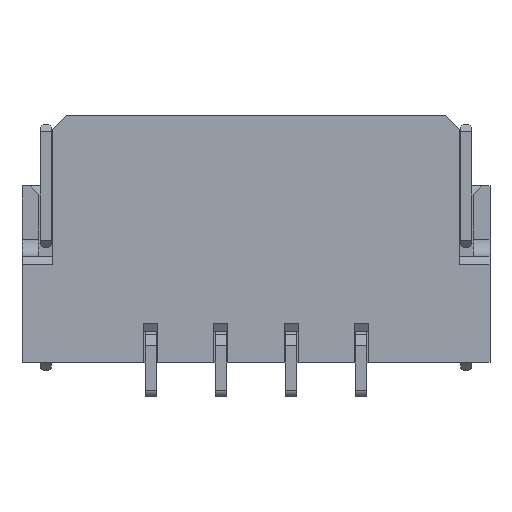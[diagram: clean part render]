
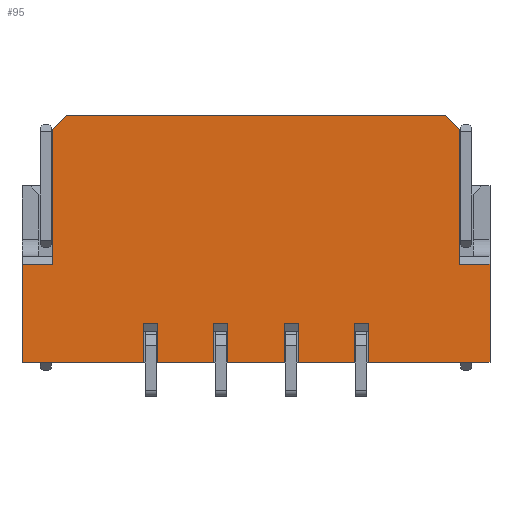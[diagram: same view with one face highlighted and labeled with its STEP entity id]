
A CAD part, front view. The second image highlights one B-rep face of the part: STEP entity #95.
In plain terms, the highlighted planar face has unit normal (0, -1, 0).
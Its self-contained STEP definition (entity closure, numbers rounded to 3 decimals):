
#95=ADVANCED_FACE('',(#592),#593,.T.);
#592=FACE_OUTER_BOUND('',#1530,.T.);
#593=PLANE('',#1531);
#1530=EDGE_LOOP('',(#2610,#2611,#2612,#2613,#2614,#2615,#2616,#2617,#2618,#2619,#2620,#2621,#2622,#2623,#2624,#2625,#2626,#2627,#2628,#2629,#2630,#2631,#2632,#2633,#2634,#2635));
#1531=AXIS2_PLACEMENT_3D('',#2636,#2637,#2638);
#2610=ORIENTED_EDGE('',*,*,#6811,.T.);
#2611=ORIENTED_EDGE('',*,*,#6812,.F.);
#2612=ORIENTED_EDGE('',*,*,#6782,.T.);
#2613=ORIENTED_EDGE('',*,*,#6813,.T.);
#2614=ORIENTED_EDGE('',*,*,#6814,.T.);
#2615=ORIENTED_EDGE('',*,*,#6815,.F.);
#2616=ORIENTED_EDGE('',*,*,#6778,.T.);
#2617=ORIENTED_EDGE('',*,*,#6816,.T.);
#2618=ORIENTED_EDGE('',*,*,#6817,.T.);
#2619=ORIENTED_EDGE('',*,*,#6818,.F.);
#2620=ORIENTED_EDGE('',*,*,#6774,.T.);
#2621=ORIENTED_EDGE('',*,*,#6819,.T.);
#2622=ORIENTED_EDGE('',*,*,#6820,.T.);
#2623=ORIENTED_EDGE('',*,*,#6821,.F.);
#2624=ORIENTED_EDGE('',*,*,#6770,.T.);
#2625=ORIENTED_EDGE('',*,*,#6822,.T.);
#2626=ORIENTED_EDGE('',*,*,#6823,.T.);
#2627=ORIENTED_EDGE('',*,*,#6824,.F.);
#2628=ORIENTED_EDGE('',*,*,#6825,.T.);
#2629=ORIENTED_EDGE('',*,*,#6826,.F.);
#2630=ORIENTED_EDGE('',*,*,#6827,.T.);
#2631=ORIENTED_EDGE('',*,*,#6828,.T.);
#2632=ORIENTED_EDGE('',*,*,#6829,.F.);
#2633=ORIENTED_EDGE('',*,*,#6830,.F.);
#2634=ORIENTED_EDGE('',*,*,#6750,.T.);
#2635=ORIENTED_EDGE('',*,*,#6810,.T.);
#2636=CARTESIAN_POINT('',(-4.175,-2.725,-2.2));
#2637=DIRECTION('',(0.0,-1.0,0.0));
#2638=DIRECTION('',(0.0,0.0,-1.0));
#6750=EDGE_CURVE('',#8264,#8265,#8266,.T.);
#6770=EDGE_CURVE('',#8305,#8303,#8306,.T.);
#6774=EDGE_CURVE('',#8313,#8311,#8314,.T.);
#6778=EDGE_CURVE('',#8321,#8319,#8322,.T.);
#6782=EDGE_CURVE('',#8329,#8327,#8330,.T.);
#6810=EDGE_CURVE('',#8265,#8382,#8384,.T.);
#6811=EDGE_CURVE('',#8382,#8385,#8386,.T.);
#6812=EDGE_CURVE('',#8329,#8385,#8387,.T.);
#6813=EDGE_CURVE('',#8327,#8388,#8389,.T.);
#6814=EDGE_CURVE('',#8388,#8390,#8391,.T.);
#6815=EDGE_CURVE('',#8321,#8390,#8392,.T.);
#6816=EDGE_CURVE('',#8319,#8393,#8394,.T.);
#6817=EDGE_CURVE('',#8393,#8395,#8396,.T.);
#6818=EDGE_CURVE('',#8313,#8395,#8397,.T.);
#6819=EDGE_CURVE('',#8311,#8398,#8399,.T.);
#6820=EDGE_CURVE('',#8398,#8400,#8401,.T.);
#6821=EDGE_CURVE('',#8305,#8400,#8402,.T.);
#6822=EDGE_CURVE('',#8303,#8403,#8404,.T.);
#6823=EDGE_CURVE('',#8403,#8405,#8406,.T.);
#6824=EDGE_CURVE('',#8407,#8405,#8408,.T.);
#6825=EDGE_CURVE('',#8407,#8409,#8410,.T.);
#6826=EDGE_CURVE('',#8411,#8409,#8412,.T.);
#6827=EDGE_CURVE('',#8411,#8413,#8414,.T.);
#6828=EDGE_CURVE('',#8413,#8415,#8416,.T.);
#6829=EDGE_CURVE('',#8417,#8415,#8418,.T.);
#6830=EDGE_CURVE('',#8264,#8417,#8419,.T.);
#8264=VERTEX_POINT('',#10654);
#8265=VERTEX_POINT('',#10655);
#8266=LINE('',#10656,#10657);
#8303=VERTEX_POINT('',#10712);
#8305=VERTEX_POINT('',#10715);
#8306=LINE('',#10716,#10717);
#8311=VERTEX_POINT('',#10724);
#8313=VERTEX_POINT('',#10727);
#8314=LINE('',#10728,#10729);
#8319=VERTEX_POINT('',#10736);
#8321=VERTEX_POINT('',#10739);
#8322=LINE('',#10740,#10741);
#8327=VERTEX_POINT('',#10748);
#8329=VERTEX_POINT('',#10751);
#8330=LINE('',#10752,#10753);
#8382=VERTEX_POINT('',#10831);
#8384=LINE('',#10834,#10835);
#8385=VERTEX_POINT('',#10836);
#8386=LINE('',#10837,#10838);
#8387=LINE('',#10839,#10840);
#8388=VERTEX_POINT('',#10841);
#8389=LINE('',#10842,#10843);
#8390=VERTEX_POINT('',#10844);
#8391=LINE('',#10845,#10846);
#8392=LINE('',#10847,#10848);
#8393=VERTEX_POINT('',#10849);
#8394=LINE('',#10850,#10851);
#8395=VERTEX_POINT('',#10852);
#8396=LINE('',#10853,#10854);
#8397=LINE('',#10855,#10856);
#8398=VERTEX_POINT('',#10857);
#8399=LINE('',#10858,#10859);
#8400=VERTEX_POINT('',#10860);
#8401=LINE('',#10861,#10862);
#8402=LINE('',#10863,#10864);
#8403=VERTEX_POINT('',#10865);
#8404=LINE('',#10866,#10867);
#8405=VERTEX_POINT('',#10868);
#8406=LINE('',#10869,#10870);
#8407=VERTEX_POINT('',#10871);
#8408=LINE('',#10872,#10873);
#8409=VERTEX_POINT('',#10874);
#8410=LINE('',#10875,#10876);
#8411=VERTEX_POINT('',#10877);
#8412=LINE('',#10878,#10879);
#8413=VERTEX_POINT('',#10880);
#8414=LINE('',#10881,#10882);
#8415=VERTEX_POINT('',#10883);
#8416=LINE('',#10884,#10885);
#8417=VERTEX_POINT('',#10886);
#8418=LINE('',#10887,#10888);
#8419=LINE('',#10889,#10890);
#10654=CARTESIAN_POINT('',(-4.175,-2.725,-2.2));
#10655=CARTESIAN_POINT('',(-2.005,-2.725,-2.2));
#10656=CARTESIAN_POINT('',(-4.175,-2.725,-2.2));
#10657=VECTOR('',#14264,2.17);
#10712=CARTESIAN_POINT('',(4.175,-2.725,-2.2));
#10715=CARTESIAN_POINT('',(2.0,-2.725,-2.2));
#10716=CARTESIAN_POINT('',(2.0,-2.725,-2.2));
#10717=VECTOR('',#14284,2.175);
#10724=CARTESIAN_POINT('',(1.75,-2.725,-2.2));
#10727=CARTESIAN_POINT('',(0.75,-2.725,-2.2));
#10728=CARTESIAN_POINT('',(0.75,-2.725,-2.2));
#10729=VECTOR('',#14288,1.0);
#10736=CARTESIAN_POINT('',(0.5,-2.725,-2.2));
#10739=CARTESIAN_POINT('',(-0.5,-2.725,-2.2));
#10740=CARTESIAN_POINT('',(-0.5,-2.725,-2.2));
#10741=VECTOR('',#14292,1.0);
#10748=CARTESIAN_POINT('',(-0.75,-2.725,-2.2));
#10751=CARTESIAN_POINT('',(-1.755,-2.725,-2.2));
#10752=CARTESIAN_POINT('',(-1.755,-2.725,-2.2));
#10753=VECTOR('',#14296,1.005);
#10831=CARTESIAN_POINT('',(-2.005,-2.725,-1.5));
#10834=CARTESIAN_POINT('',(-2.005,-2.725,-2.2));
#10835=VECTOR('',#14324,0.7);
#10836=CARTESIAN_POINT('',(-1.755,-2.725,-1.5));
#10837=CARTESIAN_POINT('',(-2.005,-2.725,-1.5));
#10838=VECTOR('',#14325,0.25);
#10839=CARTESIAN_POINT('',(-1.755,-2.725,-2.2));
#10840=VECTOR('',#14326,0.7);
#10841=CARTESIAN_POINT('',(-0.75,-2.725,-1.5));
#10842=CARTESIAN_POINT('',(-0.75,-2.725,-2.2));
#10843=VECTOR('',#14327,0.7);
#10844=CARTESIAN_POINT('',(-0.5,-2.725,-1.5));
#10845=CARTESIAN_POINT('',(-0.75,-2.725,-1.5));
#10846=VECTOR('',#14328,0.25);
#10847=CARTESIAN_POINT('',(-0.5,-2.725,-2.2));
#10848=VECTOR('',#14329,0.7);
#10849=CARTESIAN_POINT('',(0.5,-2.725,-1.5));
#10850=CARTESIAN_POINT('',(0.5,-2.725,-2.2));
#10851=VECTOR('',#14330,0.7);
#10852=CARTESIAN_POINT('',(0.75,-2.725,-1.5));
#10853=CARTESIAN_POINT('',(0.5,-2.725,-1.5));
#10854=VECTOR('',#14331,0.25);
#10855=CARTESIAN_POINT('',(0.75,-2.725,-2.2));
#10856=VECTOR('',#14332,0.7);
#10857=CARTESIAN_POINT('',(1.75,-2.725,-1.5));
#10858=CARTESIAN_POINT('',(1.75,-2.725,-2.2));
#10859=VECTOR('',#14333,0.7);
#10860=CARTESIAN_POINT('',(2.0,-2.725,-1.5));
#10861=CARTESIAN_POINT('',(1.75,-2.725,-1.5));
#10862=VECTOR('',#14334,0.25);
#10863=CARTESIAN_POINT('',(2.0,-2.725,-2.2));
#10864=VECTOR('',#14335,0.7);
#10865=CARTESIAN_POINT('',(4.175,-2.725,-0.45));
#10866=CARTESIAN_POINT('',(4.175,-2.725,-2.2));
#10867=VECTOR('',#14336,1.75);
#10868=CARTESIAN_POINT('',(3.625,-2.725,-0.45));
#10869=CARTESIAN_POINT('',(4.175,-2.725,-0.45));
#10870=VECTOR('',#14337,0.55);
#10871=CARTESIAN_POINT('',(3.625,-2.725,1.95));
#10872=CARTESIAN_POINT('',(3.625,-2.725,1.95));
#10873=VECTOR('',#14338,2.4);
#10874=CARTESIAN_POINT('',(3.375,-2.725,2.2));
#10875=CARTESIAN_POINT('',(3.625,-2.725,1.95));
#10876=VECTOR('',#14339,0.354);
#10877=CARTESIAN_POINT('',(-3.375,-2.725,2.2));
#10878=CARTESIAN_POINT('',(-3.375,-2.725,2.2));
#10879=VECTOR('',#14340,6.75);
#10880=CARTESIAN_POINT('',(-3.625,-2.725,1.95));
#10881=CARTESIAN_POINT('',(-3.375,-2.725,2.2));
#10882=VECTOR('',#14341,0.354);
#10883=CARTESIAN_POINT('',(-3.625,-2.725,-0.45));
#10884=CARTESIAN_POINT('',(-3.625,-2.725,1.95));
#10885=VECTOR('',#14342,2.4);
#10886=CARTESIAN_POINT('',(-4.175,-2.725,-0.45));
#10887=CARTESIAN_POINT('',(-4.175,-2.725,-0.45));
#10888=VECTOR('',#14343,0.55);
#10889=CARTESIAN_POINT('',(-4.175,-2.725,-2.2));
#10890=VECTOR('',#14344,1.75);
#14264=DIRECTION('',(1.0,0.0,0.0));
#14284=DIRECTION('',(1.0,0.0,0.0));
#14288=DIRECTION('',(1.0,0.0,0.0));
#14292=DIRECTION('',(1.0,0.0,0.0));
#14296=DIRECTION('',(1.0,0.0,0.0));
#14324=DIRECTION('',(0.0,0.0,1.0));
#14325=DIRECTION('',(1.0,0.0,0.0));
#14326=DIRECTION('',(0.0,0.0,1.0));
#14327=DIRECTION('',(0.0,0.0,1.0));
#14328=DIRECTION('',(1.0,0.0,0.0));
#14329=DIRECTION('',(0.0,0.0,1.0));
#14330=DIRECTION('',(0.0,0.0,1.0));
#14331=DIRECTION('',(1.0,0.0,0.0));
#14332=DIRECTION('',(0.0,0.0,1.0));
#14333=DIRECTION('',(0.0,0.0,1.0));
#14334=DIRECTION('',(1.0,0.0,0.0));
#14335=DIRECTION('',(0.0,0.0,1.0));
#14336=DIRECTION('',(0.0,0.0,1.0));
#14337=DIRECTION('',(-1.0,0.0,0.0));
#14338=DIRECTION('',(0.0,0.0,-1.0));
#14339=DIRECTION('',(-0.707,0.0,0.707));
#14340=DIRECTION('',(1.0,0.0,0.0));
#14341=DIRECTION('',(-0.707,0.0,-0.707));
#14342=DIRECTION('',(0.0,0.0,-1.0));
#14343=DIRECTION('',(1.0,0.0,0.0));
#14344=DIRECTION('',(0.0,0.0,1.0));
